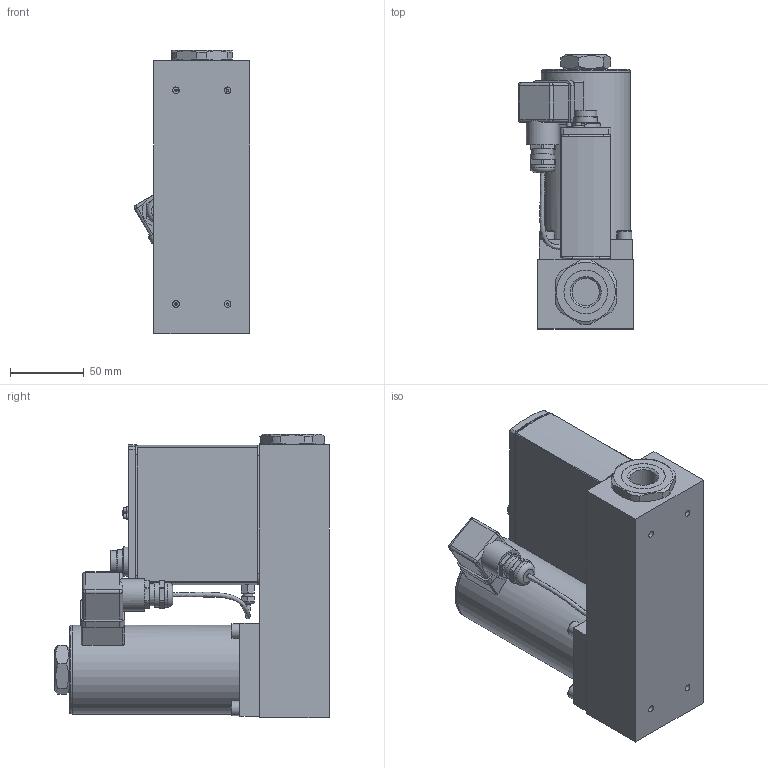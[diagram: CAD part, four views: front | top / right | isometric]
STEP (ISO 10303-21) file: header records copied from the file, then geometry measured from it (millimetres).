
FILE_DESCRIPTION(/* description */ (''),/* implementation_level */ '2;1');
FILE_NAME(/* name */ 'D-6471-Ann-00-004BI.stp',/* time_stamp */ '2023-02-20T08:28:05+01:00',/* author */ ('M-Huiskes'),/* organization */ (''),/* preprocessor_version */ 'ST-DEVELOPER v18.1',/* originating_system */ 'Autodesk Inventor 2021',/* authorisation */ '');
FILE_SCHEMA (('AUTOMOTIVE_DESIGN { 1 0 10303 214 3 1 1 }'));
Length unit declared in the file: millimetre
Products named in the file (1): Part2
Bounding box: 78.26 x 186.1 x 192 mm (x, y, z)
Volume: 1283520 mm3; surface area: 122183.8 mm2
Topology: 1 solids, 21 shells, 615 faces, 1465 edges, 942 vertices
Faces by surface type: plane 319, cylinder 183, bspline 49, cone 30, torus 22, sphere 12
Full cylindrical faces by diameter (mm): 1 x8, 2.013 x2, 2.459 x5, 2.5 x1, 2.88 x2, 3 x5, 3.4 x4, 3.75 x2, 4 x2, 4.459 x4, 5.4 x1, 5.5 x3, 6 x3, 6.7 x1, 7 x1, 8.3 x1, 10 x4, 14.5 x2, 15 x2, 16 x3, 16.64 x2, 18 x1, 18.1 x1, 18.631 x2, 20 x1, 22 x1, 29.6 x2, 29.8 x1, 34.6 x1, 60 x1
Entity records: 19716 total; most frequent: CARTESIAN_POINT 4845, DIRECTION 2966, ORIENTED_EDGE 2886, EDGE_CURVE 1443, AXIS2_PLACEMENT_3D 1097, VERTEX_POINT 942, LINE 772, VECTOR 772
